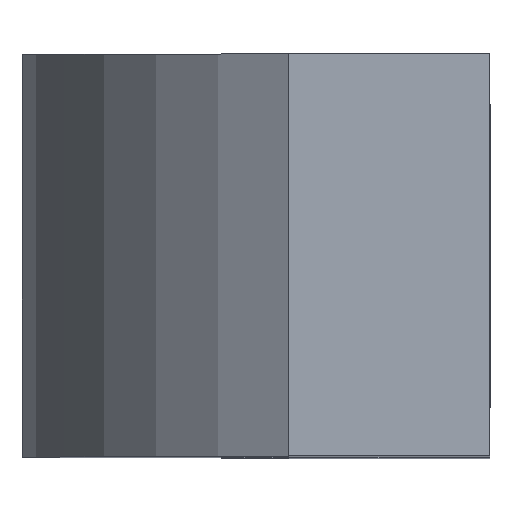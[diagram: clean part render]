
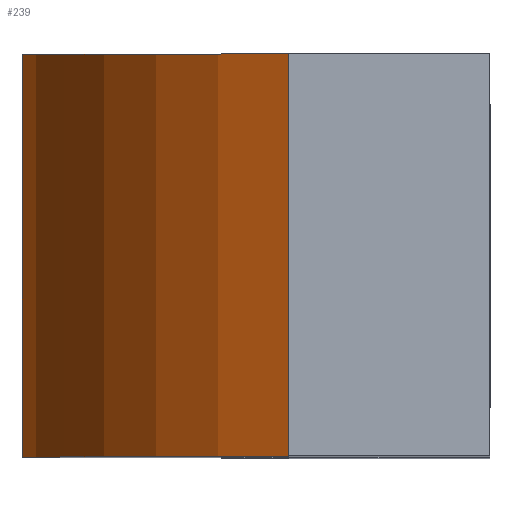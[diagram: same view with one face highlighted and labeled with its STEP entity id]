
A CAD part, top view. The second image highlights one B-rep face of the part: STEP entity #239.
In plain terms, the highlighted cylindrical face has radius 7 mm (diameter 14 mm), a partial arc.
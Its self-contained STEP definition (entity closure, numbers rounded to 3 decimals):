
#35=FACE_OUTER_BOUND('',#50,.T.);
#50=EDGE_LOOP('',(#206,#207,#208,#209));
#61=LINE('',#375,#83);
#74=LINE('',#410,#96);
#83=VECTOR('',#305,10.);
#96=VECTOR('',#338,10.);
#105=CIRCLE('',#275,7.);
#107=CIRCLE('',#280,7.);
#116=VERTEX_POINT('',#372);
#117=VERTEX_POINT('',#374);
#126=VERTEX_POINT('',#397);
#129=VERTEX_POINT('',#408);
#140=EDGE_CURVE('',#116,#117,#61,.T.);
#152=EDGE_CURVE('',#126,#116,#105,.T.);
#158=EDGE_CURVE('',#126,#129,#74,.T.);
#159=EDGE_CURVE('',#129,#117,#107,.T.);
#206=ORIENTED_EDGE('',*,*,#158,.T.);
#207=ORIENTED_EDGE('',*,*,#159,.T.);
#208=ORIENTED_EDGE('',*,*,#140,.F.);
#209=ORIENTED_EDGE('',*,*,#152,.F.);
#229=CYLINDRICAL_SURFACE('',#279,7.);
#239=ADVANCED_FACE('',(#35),#229,.T.);
#275=AXIS2_PLACEMENT_3D('',#399,#326,#327);
#279=AXIS2_PLACEMENT_3D('',#411,#339,#340);
#280=AXIS2_PLACEMENT_3D('',#412,#341,#342);
#305=DIRECTION('',(0.,1.,0.));
#326=DIRECTION('center_axis',(0.,-1.,0.));
#327=DIRECTION('ref_axis',(-1.,0.,0.));
#338=DIRECTION('',(0.,1.,0.));
#339=DIRECTION('center_axis',(0.,1.,0.));
#340=DIRECTION('ref_axis',(-1.,0.,0.));
#341=DIRECTION('center_axis',(0.,-1.,0.));
#342=DIRECTION('ref_axis',(-1.,0.,0.));
#372=CARTESIAN_POINT('',(-3.,-3.,-6.325));
#374=CARTESIAN_POINT('',(-3.,3.,-6.325));
#375=CARTESIAN_POINT('',(-3.,0.,-6.325));
#397=CARTESIAN_POINT('',(-3.,-3.,6.325));
#399=CARTESIAN_POINT('Origin',(0.,-3.,0.));
#408=CARTESIAN_POINT('',(-3.,3.,6.325));
#410=CARTESIAN_POINT('',(-3.,0.,6.325));
#411=CARTESIAN_POINT('Origin',(0.,0.,0.));
#412=CARTESIAN_POINT('Origin',(0.,3.,0.));
